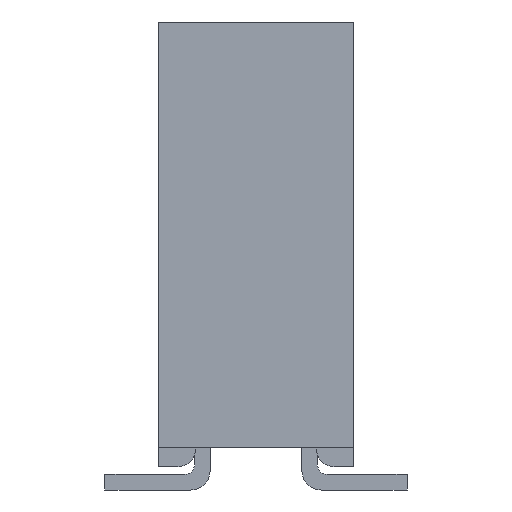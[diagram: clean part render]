
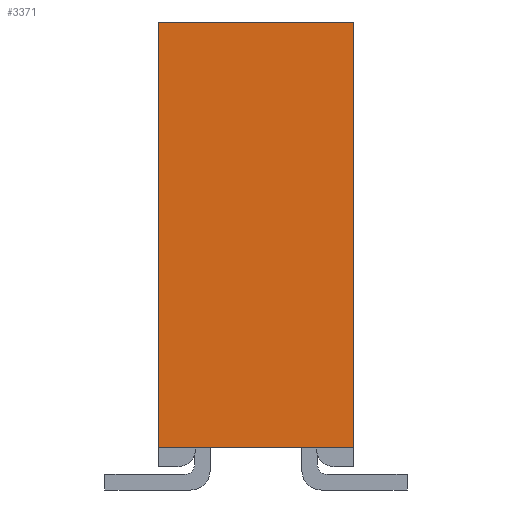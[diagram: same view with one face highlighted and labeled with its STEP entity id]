
A CAD part, left-side view. The second image highlights one B-rep face of the part: STEP entity #3371.
In plain terms, the highlighted planar face has unit normal (-1, 0, 0).
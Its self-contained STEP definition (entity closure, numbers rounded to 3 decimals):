
#3371 = ADVANCED_FACE('',(#3372),#3406,.F.);
#3372 = FACE_BOUND('',#3373,.T.);
#3373 = EDGE_LOOP('',(#3374,#3384,#3392,#3400));
#3374 = ORIENTED_EDGE('',*,*,#3375,.T.);
#3375 = EDGE_CURVE('',#3376,#3378,#3380,.T.);
#3376 = VERTEX_POINT('',#3377);
#3377 = CARTESIAN_POINT('',(-10.922,5.791,-1.27));
#3378 = VERTEX_POINT('',#3379);
#3379 = CARTESIAN_POINT('',(-10.922,0.254,-1.27));
#3380 = LINE('',#3381,#3382);
#3381 = CARTESIAN_POINT('',(-10.922,5.791,-1.27));
#3382 = VECTOR('',#3383,1.);
#3383 = DIRECTION('',(0.,-1.,0.));
#3384 = ORIENTED_EDGE('',*,*,#3385,.T.);
#3385 = EDGE_CURVE('',#3378,#3386,#3388,.T.);
#3386 = VERTEX_POINT('',#3387);
#3387 = CARTESIAN_POINT('',(-10.922,0.254,1.27));
#3388 = LINE('',#3389,#3390);
#3389 = CARTESIAN_POINT('',(-10.922,0.254,-0.787));
#3390 = VECTOR('',#3391,1.);
#3391 = DIRECTION('',(0.,0.,1.));
#3392 = ORIENTED_EDGE('',*,*,#3393,.F.);
#3393 = EDGE_CURVE('',#3394,#3386,#3396,.T.);
#3394 = VERTEX_POINT('',#3395);
#3395 = CARTESIAN_POINT('',(-10.922,5.791,1.27));
#3396 = LINE('',#3397,#3398);
#3397 = CARTESIAN_POINT('',(-10.922,5.791,1.27));
#3398 = VECTOR('',#3399,1.);
#3399 = DIRECTION('',(0.,-1.,0.));
#3400 = ORIENTED_EDGE('',*,*,#3401,.F.);
#3401 = EDGE_CURVE('',#3376,#3394,#3402,.T.);
#3402 = LINE('',#3403,#3404);
#3403 = CARTESIAN_POINT('',(-10.922,5.791,-1.27));
#3404 = VECTOR('',#3405,1.);
#3405 = DIRECTION('',(0.,0.,1.));
#3406 = PLANE('',#3407);
#3407 = AXIS2_PLACEMENT_3D('',#3408,#3409,#3410);
#3408 = CARTESIAN_POINT('',(-10.922,5.791,-1.27));
#3409 = DIRECTION('',(1.,0.,0.));
#3410 = DIRECTION('',(0.,0.,-1.));
